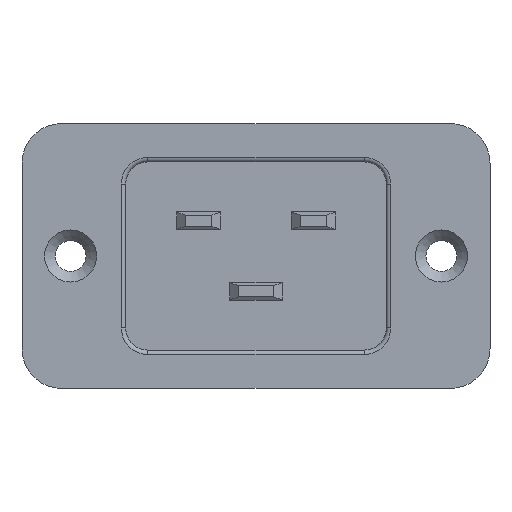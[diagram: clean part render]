
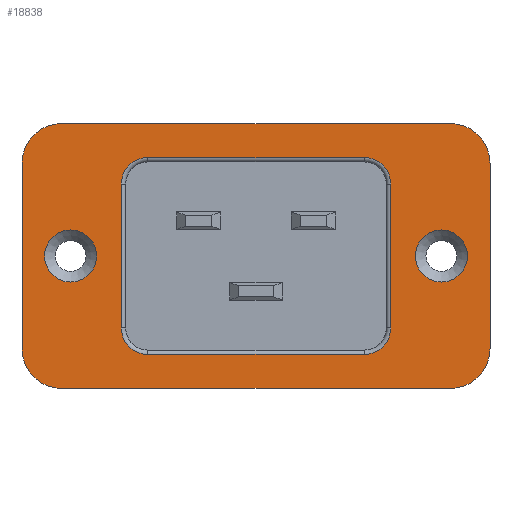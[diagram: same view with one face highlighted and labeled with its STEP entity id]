
A CAD part, left-side view. The second image highlights one B-rep face of the part: STEP entity #18838.
In plain terms, the highlighted planar face has unit normal (-1, 0, 0).
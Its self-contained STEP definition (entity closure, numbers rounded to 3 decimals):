
#1194=FACE_BOUND('',#3612,.T.);
#1195=FACE_BOUND('',#3613,.T.);
#1196=FACE_BOUND('',#3614,.T.);
#1597=CIRCLE('',#20104,4.5);
#1598=CIRCLE('',#20106,4.5);
#1599=CIRCLE('',#20107,4.5);
#1600=CIRCLE('',#20108,4.5);
#1601=CIRCLE('',#20109,2.95);
#1602=CIRCLE('',#20110,2.95);
#1603=CIRCLE('',#20111,3.);
#1604=CIRCLE('',#20112,3.);
#1605=CIRCLE('',#20113,3.);
#1606=CIRCLE('',#20114,3.);
#2569=FACE_OUTER_BOUND('',#3611,.T.);
#3611=EDGE_LOOP('',(#15780,#15781,#15782,#15783,#15784,#15785,#15786,#15787));
#3612=EDGE_LOOP('',(#15788));
#3613=EDGE_LOOP('',(#15789));
#3614=EDGE_LOOP('',(#15790,#15791,#15792,#15793,#15794,#15795,#15796,#15797));
#5342=LINE('',#30127,#7352);
#5343=LINE('',#30131,#7353);
#5344=LINE('',#30135,#7354);
#5345=LINE('',#30138,#7355);
#5346=LINE('',#30147,#7356);
#5347=LINE('',#30151,#7357);
#5348=LINE('',#30155,#7358);
#5349=LINE('',#30158,#7359);
#7352=VECTOR('',#23780,10.);
#7353=VECTOR('',#23783,10.);
#7354=VECTOR('',#23786,10.);
#7355=VECTOR('',#23789,10.);
#7356=VECTOR('',#23796,10.);
#7357=VECTOR('',#23799,10.);
#7358=VECTOR('',#23802,10.);
#7359=VECTOR('',#23805,10.);
#9189=VERTEX_POINT('',#30120);
#9190=VERTEX_POINT('',#30122);
#9191=VERTEX_POINT('',#30126);
#9192=VERTEX_POINT('',#30128);
#9193=VERTEX_POINT('',#30130);
#9194=VERTEX_POINT('',#30132);
#9195=VERTEX_POINT('',#30134);
#9196=VERTEX_POINT('',#30136);
#9197=VERTEX_POINT('',#30139);
#9198=VERTEX_POINT('',#30141);
#9199=VERTEX_POINT('',#30143);
#9200=VERTEX_POINT('',#30144);
#9201=VERTEX_POINT('',#30146);
#9202=VERTEX_POINT('',#30148);
#9203=VERTEX_POINT('',#30150);
#9204=VERTEX_POINT('',#30152);
#9205=VERTEX_POINT('',#30154);
#9206=VERTEX_POINT('',#30156);
#11480=EDGE_CURVE('',#9189,#9190,#1597,.T.);
#11482=EDGE_CURVE('',#9191,#9189,#5342,.T.);
#11483=EDGE_CURVE('',#9192,#9191,#1598,.T.);
#11484=EDGE_CURVE('',#9193,#9192,#5343,.T.);
#11485=EDGE_CURVE('',#9194,#9193,#1599,.T.);
#11486=EDGE_CURVE('',#9195,#9194,#5344,.T.);
#11487=EDGE_CURVE('',#9196,#9195,#1600,.T.);
#11488=EDGE_CURVE('',#9190,#9196,#5345,.T.);
#11489=EDGE_CURVE('',#9197,#9197,#1601,.T.);
#11490=EDGE_CURVE('',#9198,#9198,#1602,.T.);
#11491=EDGE_CURVE('',#9199,#9200,#1603,.T.);
#11492=EDGE_CURVE('',#9201,#9199,#5346,.T.);
#11493=EDGE_CURVE('',#9202,#9201,#1604,.T.);
#11494=EDGE_CURVE('',#9203,#9202,#5347,.T.);
#11495=EDGE_CURVE('',#9204,#9203,#1605,.T.);
#11496=EDGE_CURVE('',#9205,#9204,#5348,.T.);
#11497=EDGE_CURVE('',#9206,#9205,#1606,.T.);
#11498=EDGE_CURVE('',#9200,#9206,#5349,.T.);
#15780=ORIENTED_EDGE('',*,*,#11480,.F.);
#15781=ORIENTED_EDGE('',*,*,#11482,.F.);
#15782=ORIENTED_EDGE('',*,*,#11483,.F.);
#15783=ORIENTED_EDGE('',*,*,#11484,.F.);
#15784=ORIENTED_EDGE('',*,*,#11485,.F.);
#15785=ORIENTED_EDGE('',*,*,#11486,.F.);
#15786=ORIENTED_EDGE('',*,*,#11487,.F.);
#15787=ORIENTED_EDGE('',*,*,#11488,.F.);
#15788=ORIENTED_EDGE('',*,*,#11489,.T.);
#15789=ORIENTED_EDGE('',*,*,#11490,.T.);
#15790=ORIENTED_EDGE('',*,*,#11491,.F.);
#15791=ORIENTED_EDGE('',*,*,#11492,.F.);
#15792=ORIENTED_EDGE('',*,*,#11493,.F.);
#15793=ORIENTED_EDGE('',*,*,#11494,.F.);
#15794=ORIENTED_EDGE('',*,*,#11495,.F.);
#15795=ORIENTED_EDGE('',*,*,#11496,.F.);
#15796=ORIENTED_EDGE('',*,*,#11497,.F.);
#15797=ORIENTED_EDGE('',*,*,#11498,.F.);
#17968=PLANE('',#20105);
#18838=ADVANCED_FACE('',(#2569,#1194,#1195,#1196),#17968,.F.);
#20104=AXIS2_PLACEMENT_3D('',#30123,#23775,#23776);
#20105=AXIS2_PLACEMENT_3D('',#30125,#23778,#23779);
#20106=AXIS2_PLACEMENT_3D('',#30129,#23781,#23782);
#20107=AXIS2_PLACEMENT_3D('',#30133,#23784,#23785);
#20108=AXIS2_PLACEMENT_3D('',#30137,#23787,#23788);
#20109=AXIS2_PLACEMENT_3D('',#30140,#23790,#23791);
#20110=AXIS2_PLACEMENT_3D('',#30142,#23792,#23793);
#20111=AXIS2_PLACEMENT_3D('',#30145,#23794,#23795);
#20112=AXIS2_PLACEMENT_3D('',#30149,#23797,#23798);
#20113=AXIS2_PLACEMENT_3D('',#30153,#23800,#23801);
#20114=AXIS2_PLACEMENT_3D('',#30157,#23803,#23804);
#23775=DIRECTION('center_axis',(1.,0.,0.));
#23776=DIRECTION('ref_axis',(0.,0.707,-0.707));
#23778=DIRECTION('center_axis',(1.,0.,0.));
#23779=DIRECTION('ref_axis',(0.,0.,-1.));
#23780=DIRECTION('',(0.,1.,0.));
#23781=DIRECTION('center_axis',(1.,0.,0.));
#23782=DIRECTION('ref_axis',(0.,-0.707,-0.707));
#23783=DIRECTION('',(0.,0.,-1.));
#23784=DIRECTION('center_axis',(1.,0.,0.));
#23785=DIRECTION('ref_axis',(0.,-0.707,0.707));
#23786=DIRECTION('',(0.,-1.,0.));
#23787=DIRECTION('center_axis',(1.,0.,0.));
#23788=DIRECTION('ref_axis',(0.,0.707,0.707));
#23789=DIRECTION('',(0.,0.,1.));
#23790=DIRECTION('center_axis',(1.,0.,0.));
#23791=DIRECTION('ref_axis',(0.,0.,
1.));
#23792=DIRECTION('center_axis',(1.,0.,0.));
#23793=DIRECTION('ref_axis',(0.,0.,
1.));
#23794=DIRECTION('center_axis',(-1.,0.,0.));
#23795=DIRECTION('ref_axis',(0.,0.707,0.707));
#23796=DIRECTION('',(0.,1.,0.));
#23797=DIRECTION('center_axis',(-1.,0.,0.));
#23798=DIRECTION('ref_axis',(0.,-0.707,0.707));
#23799=DIRECTION('',(0.,0.,1.));
#23800=DIRECTION('center_axis',(-1.,0.,0.));
#23801=DIRECTION('ref_axis',(0.,-0.707,-0.707));
#23802=DIRECTION('',(0.,-1.,0.));
#23803=DIRECTION('center_axis',(-1.,0.,0.));
#23804=DIRECTION('ref_axis',(0.,0.707,-0.707));
#23805=DIRECTION('',(0.,0.,-1.));
#30120=CARTESIAN_POINT('',(-0.2,22.,-15.));
#30122=CARTESIAN_POINT('',(-0.2,26.5,-10.5));
#30123=CARTESIAN_POINT('Origin',(-0.2,22.,-10.5));
#30125=CARTESIAN_POINT('Origin',(-0.2,0.,0.));
#30126=CARTESIAN_POINT('',(-0.2,-22.,-15.));
#30127=CARTESIAN_POINT('',(-0.2,-21.45,-15.));
#30128=CARTESIAN_POINT('',(-0.2,-26.5,-10.5));
#30129=CARTESIAN_POINT('Origin',(-0.2,-22.,-10.5));
#30130=CARTESIAN_POINT('',(-0.2,-26.5,10.5));
#30131=CARTESIAN_POINT('',(-0.2,-26.5,9.95));
#30132=CARTESIAN_POINT('',(-0.2,-22.,15.));
#30133=CARTESIAN_POINT('Origin',(-0.2,-22.,10.5));
#30134=CARTESIAN_POINT('',(-0.2,22.,15.));
#30135=CARTESIAN_POINT('',(-0.2,21.45,15.));
#30136=CARTESIAN_POINT('',(-0.2,26.5,10.5));
#30137=CARTESIAN_POINT('Origin',(-0.2,22.,10.5));
#30138=CARTESIAN_POINT('',(-0.2,26.5,-9.95));
#30139=CARTESIAN_POINT('',(-0.2,21.,2.95));
#30140=CARTESIAN_POINT('Origin',(-0.2,21.,0.));
#30141=CARTESIAN_POINT('',(-0.2,-21.,2.95));
#30142=CARTESIAN_POINT('Origin',(-0.2,-21.,0.));
#30143=CARTESIAN_POINT('',(-0.2,12.25,11.15));
#30144=CARTESIAN_POINT('',(-0.2,15.25,8.15));
#30145=CARTESIAN_POINT('Origin',(-0.2,12.25,8.15));
#30146=CARTESIAN_POINT('',(-0.2,-12.25,11.15));
#30147=CARTESIAN_POINT('',(-0.2,6.125,11.15));
#30148=CARTESIAN_POINT('',(-0.2,-15.25,8.15));
#30149=CARTESIAN_POINT('Origin',(-0.2,-12.25,8.15));
#30150=CARTESIAN_POINT('',(-0.2,-15.25,-8.15));
#30151=CARTESIAN_POINT('',(-0.2,-15.25,4.075));
#30152=CARTESIAN_POINT('',(-0.2,-12.25,-11.15));
#30153=CARTESIAN_POINT('Origin',(-0.2,-12.25,-8.15));
#30154=CARTESIAN_POINT('',(-0.2,12.25,-11.15));
#30155=CARTESIAN_POINT('',(-0.2,-6.125,-11.15));
#30156=CARTESIAN_POINT('',(-0.2,15.25,-8.15));
#30157=CARTESIAN_POINT('Origin',(-0.2,12.25,-8.15));
#30158=CARTESIAN_POINT('',(-0.2,15.25,-4.075));
